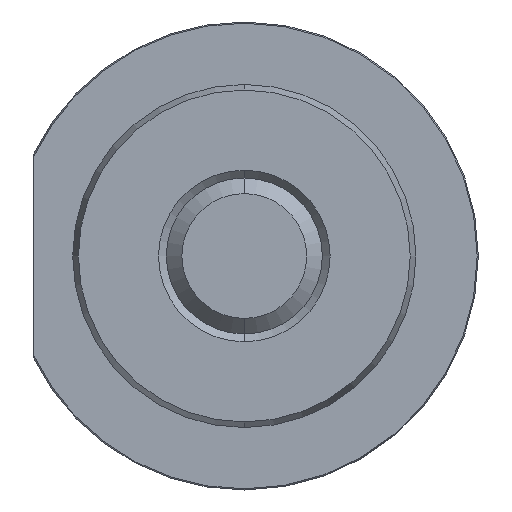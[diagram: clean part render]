
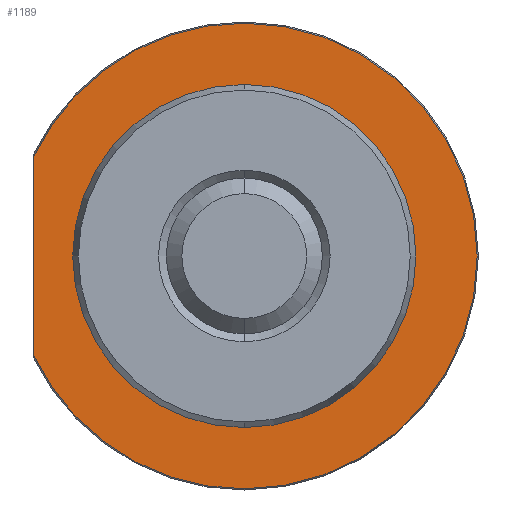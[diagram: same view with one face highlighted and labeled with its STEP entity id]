
A CAD part, left-side view. The second image highlights one B-rep face of the part: STEP entity #1189.
In plain terms, the highlighted planar face has unit normal (-1, 0, 0).
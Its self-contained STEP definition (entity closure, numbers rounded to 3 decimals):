
#185 = CIRCLE ( 'NONE', #1529, 14.927 ) ;
#188 = CIRCLE ( 'NONE', #1512, 14.927 ) ;
#230 = CIRCLE ( 'NONE', #1472, 11. ) ;
#237 = LINE ( 'NONE', #2429, #238 ) ;
#238 = VECTOR ( 'NONE', #2430, 1000. ) ;
#244 = CIRCLE ( 'NONE', #1466, 11. ) ;
#249 = CIRCLE ( 'NONE', #1470, 14.927 ) ;
#436 = EDGE_LOOP ( 'NONE', ( #613, #606 ) ) ;
#461 = EDGE_LOOP ( 'NONE', ( #655, #651, #650, #632 ) ) ;
#606 = ORIENTED_EDGE ( 'NONE', *, *, #1708, .F. ) ;
#613 = ORIENTED_EDGE ( 'NONE', *, *, #1695, .F. ) ;
#632 = ORIENTED_EDGE ( 'NONE', *, *, #1702, .T. ) ;
#650 = ORIENTED_EDGE ( 'NONE', *, *, #1659, .T. ) ;
#651 = ORIENTED_EDGE ( 'NONE', *, *, #1657, .T. ) ;
#655 = ORIENTED_EDGE ( 'NONE', *, *, #1712, .T. ) ;
#711 = CARTESIAN_POINT ( 'NONE',  ( 22., 0., -11. ) ) ;
#737 = CARTESIAN_POINT ( 'NONE',  ( 22., 13.5, -6.37 ) ) ;
#783 = CARTESIAN_POINT ( 'NONE',  ( 22., 0., 14.927 ) ) ;
#796 = CARTESIAN_POINT ( 'NONE',  ( 22., 13.5, 6.37 ) ) ;
#799 = CARTESIAN_POINT ( 'NONE',  ( 22., 0., -14.927 ) ) ;
#802 = CARTESIAN_POINT ( 'NONE',  ( 22., 0., 11. ) ) ;
#854 = VERTEX_POINT ( 'NONE', #802 ) ;
#857 = VERTEX_POINT ( 'NONE', #799 ) ;
#860 = VERTEX_POINT ( 'NONE', #796 ) ;
#873 = VERTEX_POINT ( 'NONE', #783 ) ;
#918 = VERTEX_POINT ( 'NONE', #737 ) ;
#944 = VERTEX_POINT ( 'NONE', #711 ) ;
#1081 = FACE_BOUND ( 'NONE', #436, .T. ) ;
#1121 = FACE_OUTER_BOUND ( 'NONE', #461, .T. ) ;
#1189 = ADVANCED_FACE ( 'NONE', ( #1121, #1081 ), #1864, .F. ) ;
#1466 = AXIS2_PLACEMENT_3D ( 'NONE', #2440, #2447, #2448 ) ;
#1470 = AXIS2_PLACEMENT_3D ( 'NONE', #2452, #2459, #2460 ) ;
#1472 = AXIS2_PLACEMENT_3D ( 'NONE', #2394, #2412, #2413 ) ;
#1512 = AXIS2_PLACEMENT_3D ( 'NONE', #2343, #2345, #2346 ) ;
#1529 = AXIS2_PLACEMENT_3D ( 'NONE', #2339, #2340, #2341 ) ;
#1572 = AXIS2_PLACEMENT_3D ( 'NONE', #1863, #1865, #1866 ) ;
#1657 = EDGE_CURVE ( 'NONE', #857, #873, #185, .T. ) ;
#1659 = EDGE_CURVE ( 'NONE', #873, #860, #188, .T. ) ;
#1695 = EDGE_CURVE ( 'NONE', #854, #944, #230, .T. ) ;
#1702 = EDGE_CURVE ( 'NONE', #860, #918, #237, .T. ) ;
#1708 = EDGE_CURVE ( 'NONE', #944, #854, #244, .T. ) ;
#1712 = EDGE_CURVE ( 'NONE', #918, #857, #249, .T. ) ;
#1863 = CARTESIAN_POINT ( 'NONE',  ( 22., 11., 0. ) ) ;
#1864 = PLANE ( 'NONE',  #1572 ) ;
#1865 = DIRECTION ( 'NONE',  ( 1., 0., 0. ) ) ;
#1866 = DIRECTION ( 'NONE',  ( 0., 0., -1. ) ) ;
#2339 = CARTESIAN_POINT ( 'NONE',  ( 22., 0., 0. ) ) ;
#2340 = DIRECTION ( 'NONE',  ( -1., 0., 0. ) ) ;
#2341 = DIRECTION ( 'NONE',  ( 0., 0., -1. ) ) ;
#2343 = CARTESIAN_POINT ( 'NONE',  ( 22., 0., 0. ) ) ;
#2345 = DIRECTION ( 'NONE',  ( -1., 0., 0. ) ) ;
#2346 = DIRECTION ( 'NONE',  ( 0., 0., -1. ) ) ;
#2394 = CARTESIAN_POINT ( 'NONE',  ( 22., 0., 0. ) ) ;
#2412 = DIRECTION ( 'NONE',  ( -1., 0., 0. ) ) ;
#2413 = DIRECTION ( 'NONE',  ( 0., 0., 1. ) ) ;
#2429 = CARTESIAN_POINT ( 'NONE',  ( 22., 13.5, 0. ) ) ;
#2430 = DIRECTION ( 'NONE',  ( 0., 0., -1. ) ) ;
#2440 = CARTESIAN_POINT ( 'NONE',  ( 22., 0., 0. ) ) ;
#2447 = DIRECTION ( 'NONE',  ( -1., 0., 0. ) ) ;
#2448 = DIRECTION ( 'NONE',  ( 0., 0., 1. ) ) ;
#2452 = CARTESIAN_POINT ( 'NONE',  ( 22., 0., 0. ) ) ;
#2459 = DIRECTION ( 'NONE',  ( -1., 0., 0. ) ) ;
#2460 = DIRECTION ( 'NONE',  ( 0., 0., -1. ) ) ;
